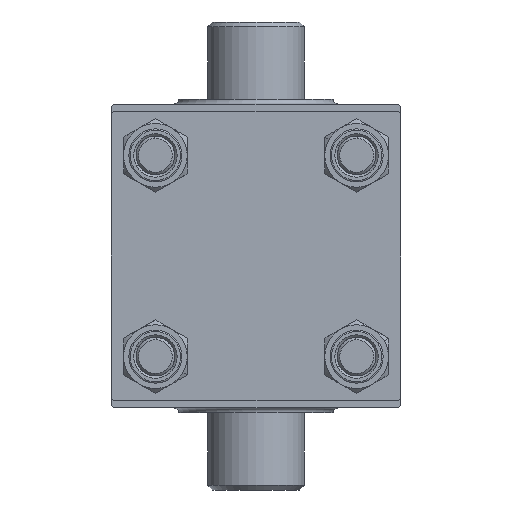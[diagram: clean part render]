
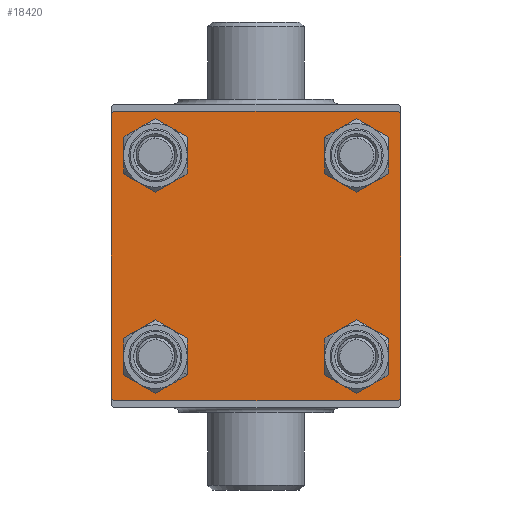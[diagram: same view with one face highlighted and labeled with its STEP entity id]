
A CAD part, left-side view. The second image highlights one B-rep face of the part: STEP entity #18420.
In plain terms, the highlighted planar face has unit normal (-1, 0, 0).
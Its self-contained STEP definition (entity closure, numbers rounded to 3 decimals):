
#16 = DIRECTION ( 'NONE',  ( 0., 0., 1. ) ) ;
#1467 = ORIENTED_EDGE ( 'NONE', *, *, #2335, .T. ) ;
#2272 = DIRECTION ( 'NONE',  ( 0., 0., 1. ) ) ;
#2335 = EDGE_CURVE ( 'NONE', #4815, #31548, #42469, .T. ) ;
#2803 = FACE_BOUND ( 'NONE', #31881, .T. ) ;
#2902 = VECTOR ( 'NONE', #39269, 1000. ) ;
#2977 = CARTESIAN_POINT ( 'NONE',  ( 0., -29.5, -30. ) ) ;
#3042 = ORIENTED_EDGE ( 'NONE', *, *, #32970, .T. ) ;
#3047 = AXIS2_PLACEMENT_3D ( 'NONE', #34593, #17240, #5552 ) ;
#3077 = DIRECTION ( 'NONE',  ( 1., 0., 0. ) ) ;
#3839 = CARTESIAN_POINT ( 'NONE',  ( 0., -29.75, 29.75 ) ) ;
#3944 = ORIENTED_EDGE ( 'NONE', *, *, #23028, .T. ) ;
#4090 = DIRECTION ( 'NONE',  ( 0., 0., -1. ) ) ;
#4815 = VERTEX_POINT ( 'NONE', #41817 ) ;
#5020 = DIRECTION ( 'NONE',  ( 0., -0.707, -0.707 ) ) ;
#5111 = CARTESIAN_POINT ( 'NONE',  ( 0., 30., -29.5 ) ) ;
#5552 = DIRECTION ( 'NONE',  ( 0., 0., 1. ) ) ;
#5561 = AXIS2_PLACEMENT_3D ( 'NONE', #31307, #10207, #2272 ) ;
#5911 = EDGE_CURVE ( 'NONE', #37935, #9409, #15481, .T. ) ;
#5918 = DIRECTION ( 'NONE',  ( 0., 0., 1. ) ) ;
#5974 = CARTESIAN_POINT ( 'NONE',  ( 0., -30., 30. ) ) ;
#5992 = EDGE_CURVE ( 'NONE', #28748, #13304, #6106, .T. ) ;
#6079 = CARTESIAN_POINT ( 'NONE',  ( 0., 0., 0. ) ) ;
#6106 = LINE ( 'NONE', #24141, #11942 ) ;
#6747 = ORIENTED_EDGE ( 'NONE', *, *, #41226, .T. ) ;
#6901 = VECTOR ( 'NONE', #5020, 1000. ) ;
#7008 = CARTESIAN_POINT ( 'NONE',  ( 0., 20.85, -20.85 ) ) ;
#7391 = CARTESIAN_POINT ( 'NONE',  ( 0., 29.75, 29.75 ) ) ;
#7948 = ORIENTED_EDGE ( 'NONE', *, *, #16947, .T. ) ;
#8134 = EDGE_LOOP ( 'NONE', ( #13786, #45648 ) ) ;
#8155 = VECTOR ( 'NONE', #34553, 1000. ) ;
#8341 = CIRCLE ( 'NONE', #33816, 4.5 ) ;
#8933 = CARTESIAN_POINT ( 'NONE',  ( 0., -29.5, 30. ) ) ;
#9227 = CARTESIAN_POINT ( 'NONE',  ( 0., 29.75, -29.75 ) ) ;
#9409 = VERTEX_POINT ( 'NONE', #8933 ) ;
#9654 = CARTESIAN_POINT ( 'NONE',  ( 0., -20.85, -20.85 ) ) ;
#9814 = ORIENTED_EDGE ( 'NONE', *, *, #40947, .T. ) ;
#9992 = VERTEX_POINT ( 'NONE', #37130 ) ;
#10207 = DIRECTION ( 'NONE',  ( 1., 0., 0. ) ) ;
#10220 = ORIENTED_EDGE ( 'NONE', *, *, #29023, .F. ) ;
#10652 = LINE ( 'NONE', #18589, #33875 ) ;
#10794 = CARTESIAN_POINT ( 'NONE',  ( 0., 20.85, 20.85 ) ) ;
#10877 = CARTESIAN_POINT ( 'NONE',  ( 0., -30., -29.5 ) ) ;
#10918 = LINE ( 'NONE', #34422, #25446 ) ;
#11010 = ORIENTED_EDGE ( 'NONE', *, *, #5992, .T. ) ;
#11809 = CARTESIAN_POINT ( 'NONE',  ( 0., 29.5, 30. ) ) ;
#11942 = VECTOR ( 'NONE', #20385, 1000. ) ;
#12313 = EDGE_CURVE ( 'NONE', #26930, #43230, #35169, .T. ) ;
#13264 = ORIENTED_EDGE ( 'NONE', *, *, #5911, .F. ) ;
#13304 = VERTEX_POINT ( 'NONE', #10877 ) ;
#13690 = VERTEX_POINT ( 'NONE', #17609 ) ;
#13786 = ORIENTED_EDGE ( 'NONE', *, *, #46341, .T. ) ;
#13791 = DIRECTION ( 'NONE',  ( 0., 0., 1. ) ) ;
#14402 = AXIS2_PLACEMENT_3D ( 'NONE', #6079, #45883, #13791 ) ;
#14746 = DIRECTION ( 'NONE',  ( 0., 0., 1. ) ) ;
#14914 = CIRCLE ( 'NONE', #43347, 4.5 ) ;
#14936 = VECTOR ( 'NONE', #19695, 1000. ) ;
#15292 = LINE ( 'NONE', #3839, #35317 ) ;
#15326 = LINE ( 'NONE', #9227, #6901 ) ;
#15437 = CARTESIAN_POINT ( 'NONE',  ( 0., 30., 29.5 ) ) ;
#15481 = LINE ( 'NONE', #30714, #14936 ) ;
#15731 = ORIENTED_EDGE ( 'NONE', *, *, #30339, .T. ) ;
#16384 = PLANE ( 'NONE',  #14402 ) ;
#16618 = FACE_BOUND ( 'NONE', #20574, .T. ) ;
#16621 = CARTESIAN_POINT ( 'NONE',  ( 0., -30., 29.5 ) ) ;
#16627 = AXIS2_PLACEMENT_3D ( 'NONE', #7008, #21291, #35593 ) ;
#16643 = EDGE_CURVE ( 'NONE', #42106, #13690, #8341, .T. ) ;
#16947 = EDGE_CURVE ( 'NONE', #42779, #37985, #15326, .T. ) ;
#17240 = DIRECTION ( 'NONE',  ( 1., 0., 0. ) ) ;
#17456 = DIRECTION ( 'NONE',  ( 1., 0., 0. ) ) ;
#17609 = CARTESIAN_POINT ( 'NONE',  ( 0., -20.85, -16.35 ) ) ;
#18420 = ADVANCED_FACE ( 'NONE', ( #27864, #2803, #16618, #34890, #24111 ), #16384, .T. ) ;
#18589 = CARTESIAN_POINT ( 'NONE',  ( 0., 30., 30. ) ) ;
#18738 = EDGE_CURVE ( 'NONE', #22293, #42779, #10652, .T. ) ;
#19695 = DIRECTION ( 'NONE',  ( 0., -1., 0. ) ) ;
#20385 = DIRECTION ( 'NONE',  ( 0., -0.707, 0.707 ) ) ;
#20521 = AXIS2_PLACEMENT_3D ( 'NONE', #10794, #3077, #16 ) ;
#20574 = EDGE_LOOP ( 'NONE', ( #1467, #9814 ) ) ;
#21291 = DIRECTION ( 'NONE',  ( 1., 0., 0. ) ) ;
#21940 = EDGE_LOOP ( 'NONE', ( #27809, #7948, #45088, #11010, #10220, #6747, #13264, #28041 ) ) ;
#22293 = VERTEX_POINT ( 'NONE', #15437 ) ;
#23028 = EDGE_CURVE ( 'NONE', #9992, #25717, #31776, .T. ) ;
#23773 = LINE ( 'NONE', #5974, #8155 ) ;
#24111 = FACE_OUTER_BOUND ( 'NONE', #21940, .T. ) ;
#24141 = CARTESIAN_POINT ( 'NONE',  ( 0., -29.75, -29.75 ) ) ;
#25073 = CARTESIAN_POINT ( 'NONE',  ( 0., 20.85, -20.85 ) ) ;
#25446 = VECTOR ( 'NONE', #37941, 1000. ) ;
#25717 = VERTEX_POINT ( 'NONE', #32945 ) ;
#26066 = DIRECTION ( 'NONE',  ( 0., 0.707, 0.707 ) ) ;
#26839 = CARTESIAN_POINT ( 'NONE',  ( 0., -20.85, 25.35 ) ) ;
#26930 = VERTEX_POINT ( 'NONE', #34812 ) ;
#27809 = ORIENTED_EDGE ( 'NONE', *, *, #18738, .T. ) ;
#27852 = EDGE_CURVE ( 'NONE', #37935, #22293, #31786, .T. ) ;
#27864 = FACE_BOUND ( 'NONE', #8134, .T. ) ;
#28041 = ORIENTED_EDGE ( 'NONE', *, *, #27852, .T. ) ;
#28243 = VERTEX_POINT ( 'NONE', #16621 ) ;
#28314 = EDGE_LOOP ( 'NONE', ( #15731, #3944 ) ) ;
#28748 = VERTEX_POINT ( 'NONE', #2977 ) ;
#29023 = EDGE_CURVE ( 'NONE', #28243, #13304, #23773, .T. ) ;
#29764 = AXIS2_PLACEMENT_3D ( 'NONE', #25073, #39599, #14746 ) ;
#30339 = EDGE_CURVE ( 'NONE', #25717, #9992, #14914, .T. ) ;
#30714 = CARTESIAN_POINT ( 'NONE',  ( 0., 30., 30. ) ) ;
#30797 = CARTESIAN_POINT ( 'NONE',  ( 0., 20.85, -25.35 ) ) ;
#31307 = CARTESIAN_POINT ( 'NONE',  ( 0., -20.85, 20.85 ) ) ;
#31548 = VERTEX_POINT ( 'NONE', #30797 ) ;
#31760 = DIRECTION ( 'NONE',  ( 0., 0., 1. ) ) ;
#31776 = CIRCLE ( 'NONE', #20521, 4.5 ) ;
#31786 = LINE ( 'NONE', #7391, #2902 ) ;
#31881 = EDGE_LOOP ( 'NONE', ( #3042, #42411 ) ) ;
#32232 = EDGE_CURVE ( 'NONE', #37985, #28748, #10918, .T. ) ;
#32945 = CARTESIAN_POINT ( 'NONE',  ( 0., 20.85, 25.35 ) ) ;
#32946 = AXIS2_PLACEMENT_3D ( 'NONE', #9654, #41984, #5918 ) ;
#32970 = EDGE_CURVE ( 'NONE', #13690, #42106, #35185, .T. ) ;
#33606 = CARTESIAN_POINT ( 'NONE',  ( 0., 29.5, -30. ) ) ;
#33816 = AXIS2_PLACEMENT_3D ( 'NONE', #37928, #34645, #44491 ) ;
#33875 = VECTOR ( 'NONE', #4090, 1000. ) ;
#34422 = CARTESIAN_POINT ( 'NONE',  ( 0., 30., -30. ) ) ;
#34553 = DIRECTION ( 'NONE',  ( 0., 0., -1. ) ) ;
#34593 = CARTESIAN_POINT ( 'NONE',  ( 0., -20.85, 20.85 ) ) ;
#34645 = DIRECTION ( 'NONE',  ( 1., 0., 0. ) ) ;
#34812 = CARTESIAN_POINT ( 'NONE',  ( 0., -20.85, 16.35 ) ) ;
#34890 = FACE_BOUND ( 'NONE', #28314, .T. ) ;
#35169 = CIRCLE ( 'NONE', #3047, 4.5 ) ;
#35185 = CIRCLE ( 'NONE', #32946, 4.5 ) ;
#35317 = VECTOR ( 'NONE', #26066, 1000. ) ;
#35593 = DIRECTION ( 'NONE',  ( 0., 0., 1. ) ) ;
#37130 = CARTESIAN_POINT ( 'NONE',  ( 0., 20.85, 16.35 ) ) ;
#37928 = CARTESIAN_POINT ( 'NONE',  ( 0., -20.85, -20.85 ) ) ;
#37935 = VERTEX_POINT ( 'NONE', #11809 ) ;
#37941 = DIRECTION ( 'NONE',  ( 0., -1., 0. ) ) ;
#37985 = VERTEX_POINT ( 'NONE', #33606 ) ;
#38462 = CIRCLE ( 'NONE', #5561, 4.5 ) ;
#39269 = DIRECTION ( 'NONE',  ( 0., 0.707, -0.707 ) ) ;
#39599 = DIRECTION ( 'NONE',  ( 1., 0., 0. ) ) ;
#40947 = EDGE_CURVE ( 'NONE', #31548, #4815, #45818, .T. ) ;
#41226 = EDGE_CURVE ( 'NONE', #28243, #9409, #15292, .T. ) ;
#41817 = CARTESIAN_POINT ( 'NONE',  ( 0., 20.85, -16.35 ) ) ;
#41984 = DIRECTION ( 'NONE',  ( 1., 0., 0. ) ) ;
#42106 = VERTEX_POINT ( 'NONE', #45149 ) ;
#42411 = ORIENTED_EDGE ( 'NONE', *, *, #16643, .T. ) ;
#42469 = CIRCLE ( 'NONE', #29764, 4.5 ) ;
#42515 = CARTESIAN_POINT ( 'NONE',  ( 0., 20.85, 20.85 ) ) ;
#42779 = VERTEX_POINT ( 'NONE', #5111 ) ;
#43230 = VERTEX_POINT ( 'NONE', #26839 ) ;
#43347 = AXIS2_PLACEMENT_3D ( 'NONE', #42515, #17456, #31760 ) ;
#44491 = DIRECTION ( 'NONE',  ( 0., 0., 1. ) ) ;
#45088 = ORIENTED_EDGE ( 'NONE', *, *, #32232, .T. ) ;
#45149 = CARTESIAN_POINT ( 'NONE',  ( 0., -20.85, -25.35 ) ) ;
#45648 = ORIENTED_EDGE ( 'NONE', *, *, #12313, .T. ) ;
#45818 = CIRCLE ( 'NONE', #16627, 4.5 ) ;
#45883 = DIRECTION ( 'NONE',  ( -1., 0., 0. ) ) ;
#46341 = EDGE_CURVE ( 'NONE', #43230, #26930, #38462, .T. ) ;
